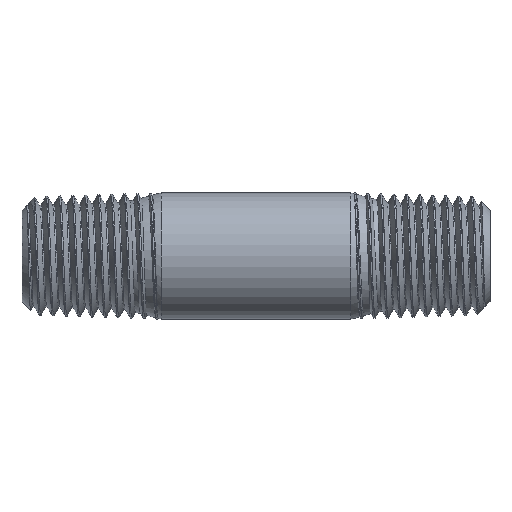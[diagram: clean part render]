
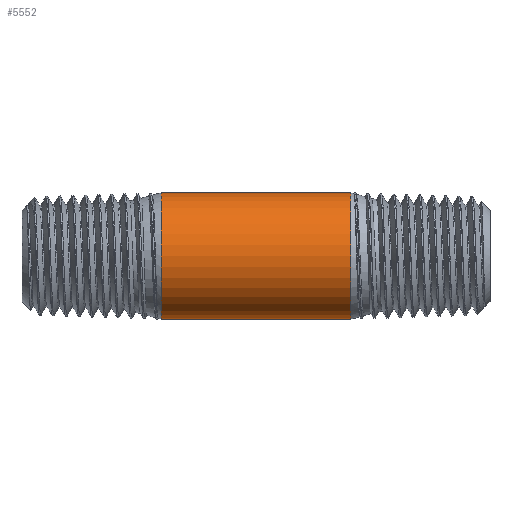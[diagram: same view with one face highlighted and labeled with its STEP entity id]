
A CAD part, front view. The second image highlights one B-rep face of the part: STEP entity #5552.
In plain terms, the highlighted cylindrical face has radius 6.858 mm (diameter 13.716 mm), a partial arc.
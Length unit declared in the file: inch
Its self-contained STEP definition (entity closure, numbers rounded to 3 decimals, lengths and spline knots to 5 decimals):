
#234 = EDGE_CURVE ( 'NONE', #15639, #22489, #25756, .T. ) ;
#647 = CARTESIAN_POINT ( 'NONE',  ( 0., 0., 0. ) ) ;
#1200 = ORIENTED_EDGE ( 'NONE', *, *, #17569, .T. ) ;
#1701 = CARTESIAN_POINT ( 'NONE',  ( 0., 0., -0.27 ) ) ;
#3589 = VERTEX_POINT ( 'NONE', #4814 ) ;
#3669 = ORIENTED_EDGE ( 'NONE', *, *, #234, .T. ) ;
#4801 = DIRECTION ( 'NONE',  ( 1., 0., 0. ) ) ;
#4814 = CARTESIAN_POINT ( 'NONE',  ( 0.4054, 0., -0.27 ) ) ;
#5100 = CYLINDRICAL_SURFACE ( 'NONE', #16928, 0.27 ) ;
#5552 = ADVANCED_FACE ( 'NONE', ( #18453 ), #5100, .T. ) ;
#5737 = LINE ( 'NONE', #23536, #20979 ) ;
#6135 = DIRECTION ( 'NONE',  ( 1., 0., 0. ) ) ;
#7232 = ORIENTED_EDGE ( 'NONE', *, *, #16967, .T. ) ;
#9909 = DIRECTION ( 'NONE',  ( 0., 0., -1. ) ) ;
#10335 = EDGE_CURVE ( 'NONE', #15639, #24414, #5737, .T. ) ;
#10671 = DIRECTION ( 'NONE',  ( 0., 0., 1. ) ) ;
#10923 = DIRECTION ( 'NONE',  ( 0., 0., -1. ) ) ;
#13863 = CARTESIAN_POINT ( 'NONE',  ( -0.4054, 0., 0.27 ) ) ;
#15337 = CARTESIAN_POINT ( 'NONE',  ( 0.4054, 0., 0.27 ) ) ;
#15639 = VERTEX_POINT ( 'NONE', #13863 ) ;
#16928 = AXIS2_PLACEMENT_3D ( 'NONE', #647, #4801, #10923 ) ;
#16967 = EDGE_CURVE ( 'NONE', #22489, #3589, #23491, .T. ) ;
#17569 = EDGE_CURVE ( 'NONE', #3589, #24414, #25072, .T. ) ;
#17775 = AXIS2_PLACEMENT_3D ( 'NONE', #26146, #18323, #9909 ) ;
#18323 = DIRECTION ( 'NONE',  ( 1., 0., 0. ) ) ;
#18453 = FACE_OUTER_BOUND ( 'NONE', #22706, .T. ) ;
#19529 = DIRECTION ( 'NONE',  ( 1., 0., 0. ) ) ;
#20325 = VECTOR ( 'NONE', #6135, 39.37008 ) ;
#20979 = VECTOR ( 'NONE', #19529, 39.37008 ) ;
#21832 = ORIENTED_EDGE ( 'NONE', *, *, #10335, .F. ) ;
#22489 = VERTEX_POINT ( 'NONE', #22696 ) ;
#22577 = CARTESIAN_POINT ( 'NONE',  ( 0.4054, 0., 0. ) ) ;
#22696 = CARTESIAN_POINT ( 'NONE',  ( -0.4054, 0., -0.27 ) ) ;
#22706 = EDGE_LOOP ( 'NONE', ( #21832, #3669, #7232, #1200 ) ) ;
#23491 = LINE ( 'NONE', #1701, #20325 ) ;
#23536 = CARTESIAN_POINT ( 'NONE',  ( 0., 0., 0.27 ) ) ;
#24414 = VERTEX_POINT ( 'NONE', #15337 ) ;
#24944 = DIRECTION ( 'NONE',  ( -1., 0., 0. ) ) ;
#25072 = CIRCLE ( 'NONE', #25758, 0.27 ) ;
#25756 = CIRCLE ( 'NONE', #17775, 0.27 ) ;
#25758 = AXIS2_PLACEMENT_3D ( 'NONE', #22577, #24944, #10671 ) ;
#26146 = CARTESIAN_POINT ( 'NONE',  ( -0.4054, 0., 0. ) ) ;
